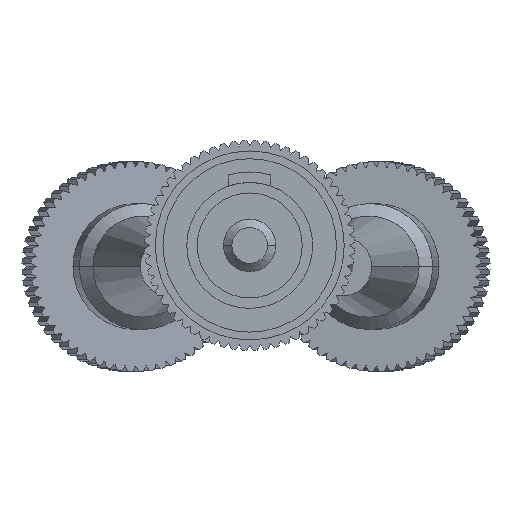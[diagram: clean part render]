
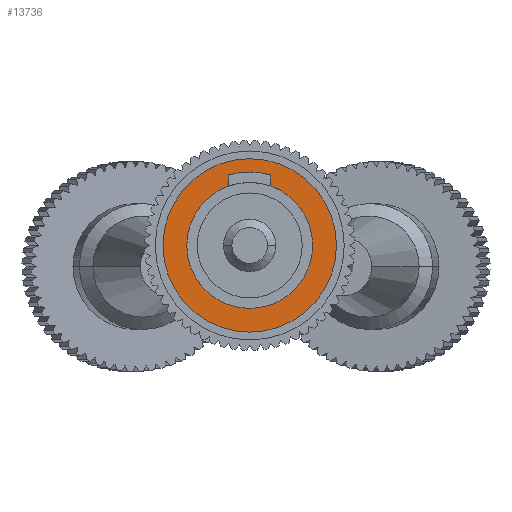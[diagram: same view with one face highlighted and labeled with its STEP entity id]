
A CAD part, left-side view. The second image highlights one B-rep face of the part: STEP entity #13736.
In plain terms, the highlighted face is planar.
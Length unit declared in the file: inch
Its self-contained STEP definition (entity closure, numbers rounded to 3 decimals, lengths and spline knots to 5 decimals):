
#470 = DIRECTION ( 'NONE',  ( 0., 0., 1. ) ) ;
#2113 = CIRCLE ( 'NONE', #17163, 0.16258 ) ;
#2315 = PLANE ( 'NONE',  #20283 ) ;
#3911 = EDGE_LOOP ( 'NONE', ( #11402, #6477 ) ) ;
#4821 = DIRECTION ( 'NONE',  ( 1., 0., 0. ) ) ;
#5265 = EDGE_CURVE ( 'NONE', #21421, #15328, #7682, .T. ) ;
#6377 = EDGE_LOOP ( 'NONE', ( #21105, #6616 ) ) ;
#6477 = ORIENTED_EDGE ( 'NONE', *, *, #5265, .F. ) ;
#6616 = ORIENTED_EDGE ( 'NONE', *, *, #18414, .T. ) ;
#6709 = CARTESIAN_POINT ( 'NONE',  ( 0.16258, 0., 1.63386 ) ) ;
#7142 = VERTEX_POINT ( 'NONE', #6709 ) ;
#7154 = FACE_OUTER_BOUND ( 'NONE', #6377, .T. ) ;
#7258 = DIRECTION ( 'NONE',  ( 1., 0., 0. ) ) ;
#7383 = EDGE_CURVE ( 'NONE', #15328, #21421, #18587, .T. ) ;
#7682 = CIRCLE ( 'NONE', #8021, 0.11811 ) ;
#7717 = EDGE_CURVE ( 'NONE', #7142, #17207, #2113, .T. ) ;
#8021 = AXIS2_PLACEMENT_3D ( 'NONE', #19011, #470, #20780 ) ;
#8283 = CARTESIAN_POINT ( 'NONE',  ( -0.16258, 0., 1.63386 ) ) ;
#10323 = FACE_BOUND ( 'NONE', #3911, .T. ) ;
#11402 = ORIENTED_EDGE ( 'NONE', *, *, #7383, .F. ) ;
#11497 = CARTESIAN_POINT ( 'NONE',  ( 0., 0., 1.63386 ) ) ;
#11562 = CIRCLE ( 'NONE', #17152, 0.16258 ) ;
#13736 = ADVANCED_FACE ( 'NONE', ( #10323, #7154 ), #2315, .T. ) ;
#14238 = CARTESIAN_POINT ( 'NONE',  ( -0.11811, 0., 1.63386 ) ) ;
#14565 = DIRECTION ( 'NONE',  ( 0., 0., 1. ) ) ;
#15328 = VERTEX_POINT ( 'NONE', #14238 ) ;
#15582 = CARTESIAN_POINT ( 'NONE',  ( 0., 0., 1.63386 ) ) ;
#16635 = DIRECTION ( 'NONE',  ( 0., 0., 1. ) ) ;
#17009 = DIRECTION ( 'NONE',  ( 0., 0., 1. ) ) ;
#17152 = AXIS2_PLACEMENT_3D ( 'NONE', #19839, #14565, #4821 ) ;
#17163 = AXIS2_PLACEMENT_3D ( 'NONE', #11497, #16635, #18199 ) ;
#17207 = VERTEX_POINT ( 'NONE', #8283 ) ;
#17301 = DIRECTION ( 'NONE',  ( 1., 0., 0. ) ) ;
#18199 = DIRECTION ( 'NONE',  ( 1., 0., 0. ) ) ;
#18414 = EDGE_CURVE ( 'NONE', #17207, #7142, #11562, .T. ) ;
#18587 = CIRCLE ( 'NONE', #20691, 0.11811 ) ;
#18963 = DIRECTION ( 'NONE',  ( 0., 0., 1. ) ) ;
#19011 = CARTESIAN_POINT ( 'NONE',  ( 0., 0., 1.63386 ) ) ;
#19290 = CARTESIAN_POINT ( 'NONE',  ( 0.11811, 0., 1.63386 ) ) ;
#19839 = CARTESIAN_POINT ( 'NONE',  ( 0., 0., 1.63386 ) ) ;
#20283 = AXIS2_PLACEMENT_3D ( 'NONE', #15582, #17009, #7258 ) ;
#20398 = CARTESIAN_POINT ( 'NONE',  ( 0., 0., 1.63386 ) ) ;
#20691 = AXIS2_PLACEMENT_3D ( 'NONE', #20398, #18963, #17301 ) ;
#20780 = DIRECTION ( 'NONE',  ( 1., 0., 0. ) ) ;
#21105 = ORIENTED_EDGE ( 'NONE', *, *, #7717, .T. ) ;
#21421 = VERTEX_POINT ( 'NONE', #19290 ) ;
